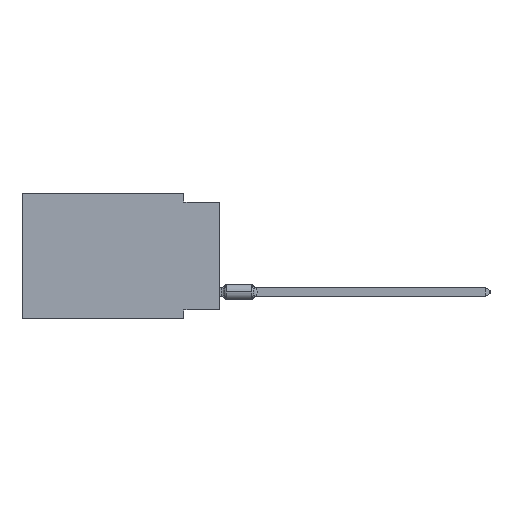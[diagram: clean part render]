
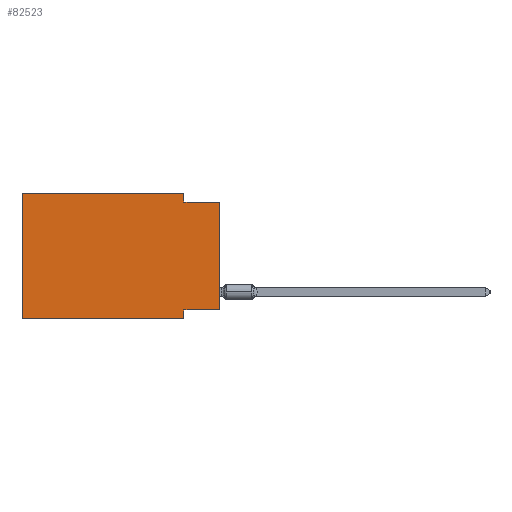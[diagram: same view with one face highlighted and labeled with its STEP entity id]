
A CAD part, left-side view. The second image highlights one B-rep face of the part: STEP entity #82523.
In plain terms, the highlighted planar face has unit normal (-1, 0, 0).
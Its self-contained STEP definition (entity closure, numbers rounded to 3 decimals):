
#176 = VECTOR ( 'NONE', #49363, 1000. ) ;
#1977 = VERTEX_POINT ( 'NONE', #43498 ) ;
#2665 = VERTEX_POINT ( 'NONE', #87320 ) ;
#3689 = CARTESIAN_POINT ( 'NONE',  ( 0., 13.97, 0. ) ) ;
#3971 = DIRECTION ( 'NONE',  ( 0., -1., 0. ) ) ;
#4116 = CARTESIAN_POINT ( 'NONE',  ( 0., 0., -8.255 ) ) ;
#5354 = VECTOR ( 'NONE', #110214, 1000. ) ;
#8782 = VERTEX_POINT ( 'NONE', #24217 ) ;
#10690 = VECTOR ( 'NONE', #3971, 1000. ) ;
#10733 = EDGE_LOOP ( 'NONE', ( #82005, #83569, #39137, #55873, #62911, #49421, #77819, #56830 ) ) ;
#10824 = EDGE_CURVE ( 'NONE', #83737, #8782, #42047, .T. ) ;
#18501 = VECTOR ( 'NONE', #53783, 1000. ) ;
#18930 = EDGE_CURVE ( 'NONE', #83737, #61059, #30336, .T. ) ;
#24217 = CARTESIAN_POINT ( 'NONE',  ( 0., 0., -0.635 ) ) ;
#24714 = CARTESIAN_POINT ( 'NONE',  ( 0., 13.97, 0. ) ) ;
#25224 = PLANE ( 'NONE',  #58264 ) ;
#26398 = LINE ( 'NONE', #62717, #18501 ) ;
#30336 = LINE ( 'NONE', #4116, #176 ) ;
#30354 = CARTESIAN_POINT ( 'NONE',  ( 0., 0., -0.635 ) ) ;
#30482 = DIRECTION ( 'NONE',  ( 0., -1., 0. ) ) ;
#32826 = LINE ( 'NONE', #60787, #102131 ) ;
#34288 = EDGE_CURVE ( 'NONE', #104166, #108290, #61087, .T. ) ;
#39137 = ORIENTED_EDGE ( 'NONE', *, *, #56420, .F. ) ;
#42047 = LINE ( 'NONE', #78403, #112176 ) ;
#43098 = FACE_OUTER_BOUND ( 'NONE', #10733, .T. ) ;
#43140 = CARTESIAN_POINT ( 'NONE',  ( 0., 13.97, 0. ) ) ;
#43498 = CARTESIAN_POINT ( 'NONE',  ( 0., 2.54, -0.635 ) ) ;
#49363 = DIRECTION ( 'NONE',  ( 0., 1., 0. ) ) ;
#49421 = ORIENTED_EDGE ( 'NONE', *, *, #34288, .T. ) ;
#53783 = DIRECTION ( 'NONE',  ( 0., 0., -1. ) ) ;
#55873 = ORIENTED_EDGE ( 'NONE', *, *, #107217, .F. ) ;
#56420 = EDGE_CURVE ( 'NONE', #2665, #1977, #32826, .T. ) ;
#56830 = ORIENTED_EDGE ( 'NONE', *, *, #18930, .F. ) ;
#58264 = AXIS2_PLACEMENT_3D ( 'NONE', #80603, #61539, #97880 ) ;
#60787 = CARTESIAN_POINT ( 'NONE',  ( 0., 2.54, 0. ) ) ;
#61059 = VERTEX_POINT ( 'NONE', #90093 ) ;
#61087 = LINE ( 'NONE', #97434, #10690 ) ;
#61539 = DIRECTION ( 'NONE',  ( 1., 0., 0. ) ) ;
#62717 = CARTESIAN_POINT ( 'NONE',  ( 0., 2.54, -8.89 ) ) ;
#62911 = ORIENTED_EDGE ( 'NONE', *, *, #112318, .F. ) ;
#69148 = DIRECTION ( 'NONE',  ( 0., 0., -1. ) ) ;
#77819 = ORIENTED_EDGE ( 'NONE', *, *, #82556, .F. ) ;
#78403 = CARTESIAN_POINT ( 'NONE',  ( 0., 0., 0. ) ) ;
#80603 = CARTESIAN_POINT ( 'NONE',  ( 0., 13.97, 0. ) ) ;
#81869 = CARTESIAN_POINT ( 'NONE',  ( 0., 13.97, -8.89 ) ) ;
#82005 = ORIENTED_EDGE ( 'NONE', *, *, #10824, .T. ) ;
#82523 = ADVANCED_FACE ( 'NONE', ( #43098 ), #25224, .F. ) ;
#82556 = EDGE_CURVE ( 'NONE', #61059, #108290, #26398, .T. ) ;
#83569 = ORIENTED_EDGE ( 'NONE', *, *, #86268, .F. ) ;
#83737 = VERTEX_POINT ( 'NONE', #88987 ) ;
#86268 = EDGE_CURVE ( 'NONE', #1977, #8782, #103004, .T. ) ;
#87320 = CARTESIAN_POINT ( 'NONE',  ( 0., 2.54, 0. ) ) ;
#88987 = CARTESIAN_POINT ( 'NONE',  ( 0., 0., -8.255 ) ) ;
#90093 = CARTESIAN_POINT ( 'NONE',  ( 0., 2.54, -8.255 ) ) ;
#97434 = CARTESIAN_POINT ( 'NONE',  ( 0., 13.97, -8.89 ) ) ;
#97880 = DIRECTION ( 'NONE',  ( 0., 0., -1. ) ) ;
#97931 = LINE ( 'NONE', #43140, #116220 ) ;
#100048 = VECTOR ( 'NONE', #30482, 1000. ) ;
#100511 = VERTEX_POINT ( 'NONE', #24714 ) ;
#102131 = VECTOR ( 'NONE', #69148, 1000. ) ;
#102573 = LINE ( 'NONE', #3689, #100048 ) ;
#103004 = LINE ( 'NONE', #30354, #5354 ) ;
#104166 = VERTEX_POINT ( 'NONE', #81869 ) ;
#106883 = DIRECTION ( 'NONE',  ( 0., 0., 1. ) ) ;
#107217 = EDGE_CURVE ( 'NONE', #100511, #2665, #102573, .T. ) ;
#108290 = VERTEX_POINT ( 'NONE', #111518 ) ;
#110214 = DIRECTION ( 'NONE',  ( 0., -1., 0. ) ) ;
#111518 = CARTESIAN_POINT ( 'NONE',  ( 0., 2.54, -8.89 ) ) ;
#112176 = VECTOR ( 'NONE', #114718, 1000. ) ;
#112318 = EDGE_CURVE ( 'NONE', #104166, #100511, #97931, .T. ) ;
#114718 = DIRECTION ( 'NONE',  ( 0., 0., 1. ) ) ;
#116220 = VECTOR ( 'NONE', #106883, 1000. ) ;
